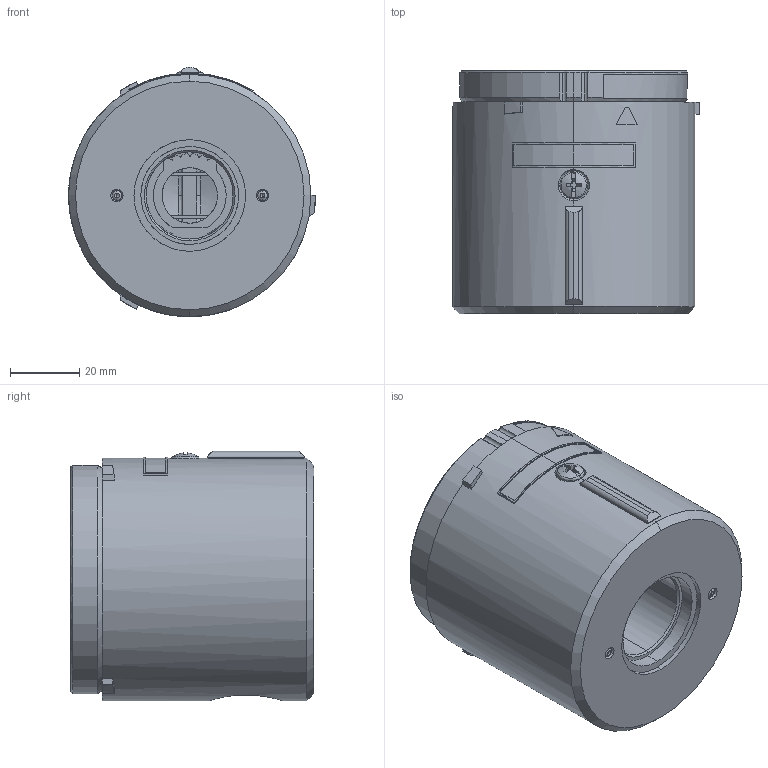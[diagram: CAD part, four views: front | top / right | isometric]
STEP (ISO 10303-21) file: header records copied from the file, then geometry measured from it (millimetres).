
FILE_DESCRIPTION(('STEP AP242'),'1');
FILE_NAME('xvbc07.stp','2019-07-12T09:15:13',('TraceParts'),('TraceParts S.A.'),'Spatial InterOp 3D',' ',' ');
FILE_SCHEMA(('AP242_MANAGED_MODEL_BASED_3D_ENGINEERING_MIM_LF {1 0 10303 442 1 1 4}'));
Length unit declared in the file: millimetre
Products named in the file (1): xvbc07_1
Bounding box: 71.2 x 70.2 x 71.9 mm (x, y, z)
Volume: 92736.4 mm3; surface area: 74188.2 mm2
Topology: 2 solids, 2 shells, 1235 faces, 3550 edges, 2285 vertices
Faces by surface type: plane 739, cylinder 278, bspline 109, cone 83, torus 26
Entity records: 62419 total; most frequent: CARTESIAN_POINT 22242, ORIENTED_EDGE 7058, DIRECTION 5262, EDGE_CURVE 3529, VERTEX_POINT 2285, LINE 2156, VECTOR 2156, AXIS2_PLACEMENT_3D 1553
